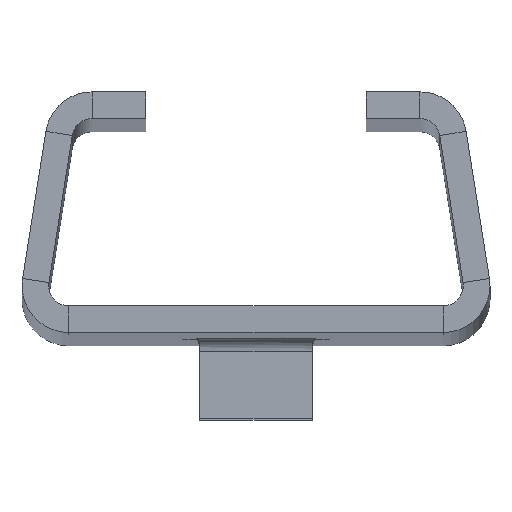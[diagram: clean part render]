
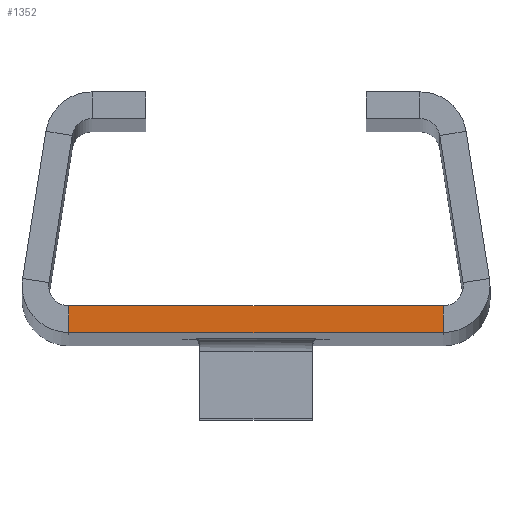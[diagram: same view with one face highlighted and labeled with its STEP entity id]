
A CAD part, top view. The second image highlights one B-rep face of the part: STEP entity #1352.
In plain terms, the highlighted planar face has unit normal (0, 0, 1).
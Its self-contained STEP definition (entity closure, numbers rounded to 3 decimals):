
#63 = CARTESIAN_POINT ( 'NONE',  ( -14.002, 0., 570. ) ) ;
#133 = CARTESIAN_POINT ( 'NONE',  ( 14.002, 0., 570. ) ) ;
#158 = CARTESIAN_POINT ( 'NONE',  ( 14.002, 2., 570. ) ) ;
#169 = DIRECTION ( 'NONE',  ( 1., 0., 0. ) ) ;
#175 = DIRECTION ( 'NONE',  ( 0., 0., 1. ) ) ;
#178 = CARTESIAN_POINT ( 'NONE',  ( 15.484, 3.735, 570. ) ) ;
#181 = PLANE ( 'NONE',  #904 ) ;
#239 = FACE_OUTER_BOUND ( 'NONE', #289, .T. ) ;
#289 = EDGE_LOOP ( 'NONE', ( #694, #721, #725, #762 ) ) ;
#301 = DIRECTION ( 'NONE',  ( 0., -1., 0. ) ) ;
#325 = CARTESIAN_POINT ( 'NONE',  ( -14.002, 2., 570. ) ) ;
#383 = VECTOR ( 'NONE', #301, 1000. ) ;
#409 = LINE ( 'NONE', #325, #383 ) ;
#558 = VERTEX_POINT ( 'NONE', #1023 ) ;
#629 = DIRECTION ( 'NONE',  ( 1., 0., 0. ) ) ;
#633 = CARTESIAN_POINT ( 'NONE',  ( 14.002, 2., 570. ) ) ;
#640 = DIRECTION ( 'NONE',  ( 0., 1., 0. ) ) ;
#644 = CARTESIAN_POINT ( 'NONE',  ( 14.002, 0., 570. ) ) ;
#694 = ORIENTED_EDGE ( 'NONE', *, *, #903, .T. ) ;
#721 = ORIENTED_EDGE ( 'NONE', *, *, #1057, .T. ) ;
#725 = ORIENTED_EDGE ( 'NONE', *, *, #1069, .F. ) ;
#762 = ORIENTED_EDGE ( 'NONE', *, *, #1292, .T. ) ;
#844 = DIRECTION ( 'NONE',  ( 1., 0., 0. ) ) ;
#903 = EDGE_CURVE ( 'NONE', #1626, #1999, #1637, .T. ) ;
#904 = AXIS2_PLACEMENT_3D ( 'NONE', #178, #175, #169 ) ;
#1023 = CARTESIAN_POINT ( 'NONE',  ( -14.002, 2., 570. ) ) ;
#1057 = EDGE_CURVE ( 'NONE', #1999, #1520, #1263, .T. ) ;
#1069 = EDGE_CURVE ( 'NONE', #558, #1520, #1118, .T. ) ;
#1110 = VECTOR ( 'NONE', #629, 1000. ) ;
#1118 = LINE ( 'NONE', #633, #1110 ) ;
#1203 = VECTOR ( 'NONE', #640, 1000. ) ;
#1263 = LINE ( 'NONE', #644, #1203 ) ;
#1268 = CARTESIAN_POINT ( 'NONE',  ( 14.002, 0., 570. ) ) ;
#1292 = EDGE_CURVE ( 'NONE', #558, #1626, #409, .T. ) ;
#1352 = ADVANCED_FACE ( 'NONE', ( #239 ), #181, .T. ) ;
#1520 = VERTEX_POINT ( 'NONE', #158 ) ;
#1614 = VECTOR ( 'NONE', #844, 1000. ) ;
#1626 = VERTEX_POINT ( 'NONE', #63 ) ;
#1637 = LINE ( 'NONE', #133, #1614 ) ;
#1999 = VERTEX_POINT ( 'NONE', #1268 ) ;
